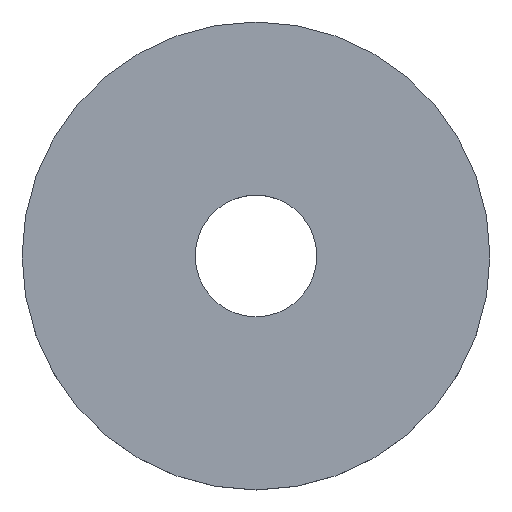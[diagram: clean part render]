
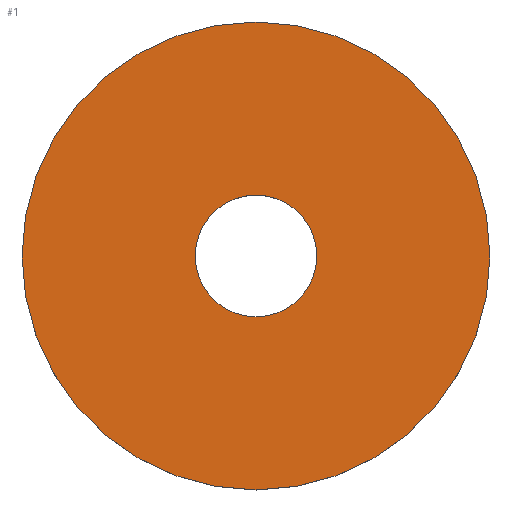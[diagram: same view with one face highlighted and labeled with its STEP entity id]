
A CAD part, top view. The second image highlights one B-rep face of the part: STEP entity #1.
In plain terms, the highlighted planar face has unit normal (0, 0, 1).
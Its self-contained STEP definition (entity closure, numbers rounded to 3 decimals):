
#1 = ADVANCED_FACE ( 'NONE', ( #163, #19 ), #149, .T. ) ;
#11 = AXIS2_PLACEMENT_3D ( 'NONE', #20, #33, #141 ) ;
#13 = CARTESIAN_POINT ( 'NONE',  ( 0., 25., 5. ) ) ;
#19 = FACE_OUTER_BOUND ( 'NONE', #152, .T. ) ;
#20 = CARTESIAN_POINT ( 'NONE',  ( 0., 0., 5. ) ) ;
#26 = CIRCLE ( 'NONE', #11, 25. ) ;
#28 = VERTEX_POINT ( 'NONE', #13 ) ;
#33 = DIRECTION ( 'NONE',  ( 0., 0., -1. ) ) ;
#34 = CARTESIAN_POINT ( 'NONE',  ( 0., 0., 5. ) ) ;
#47 = DIRECTION ( 'NONE',  ( 0., -1., 0. ) ) ;
#56 = DIRECTION ( 'NONE',  ( 0., 0., 1. ) ) ;
#84 = DIRECTION ( 'NONE',  ( 0., 0., -1. ) ) ;
#96 = EDGE_LOOP ( 'NONE', ( #137 ) ) ;
#99 = CARTESIAN_POINT ( 'NONE',  ( 0., 6.5, 5. ) ) ;
#106 = EDGE_CURVE ( 'NONE', #164, #164, #108, .T. ) ;
#108 = CIRCLE ( 'NONE', #139, 6.5 ) ;
#110 = EDGE_CURVE ( 'NONE', #28, #28, #26, .T. ) ;
#119 = CARTESIAN_POINT ( 'NONE',  ( 0., 6.5, 5. ) ) ;
#137 = ORIENTED_EDGE ( 'NONE', *, *, #106, .T. ) ;
#138 = DIRECTION ( 'NONE',  ( 0., 1., 0. ) ) ;
#139 = AXIS2_PLACEMENT_3D ( 'NONE', #34, #84, #138 ) ;
#141 = DIRECTION ( 'NONE',  ( 0., 1., 0. ) ) ;
#149 = PLANE ( 'NONE',  #167 ) ;
#152 = EDGE_LOOP ( 'NONE', ( #161 ) ) ;
#161 = ORIENTED_EDGE ( 'NONE', *, *, #110, .F. ) ;
#163 = FACE_BOUND ( 'NONE', #96, .T. ) ;
#164 = VERTEX_POINT ( 'NONE', #119 ) ;
#167 = AXIS2_PLACEMENT_3D ( 'NONE', #99, #56, #47 ) ;
